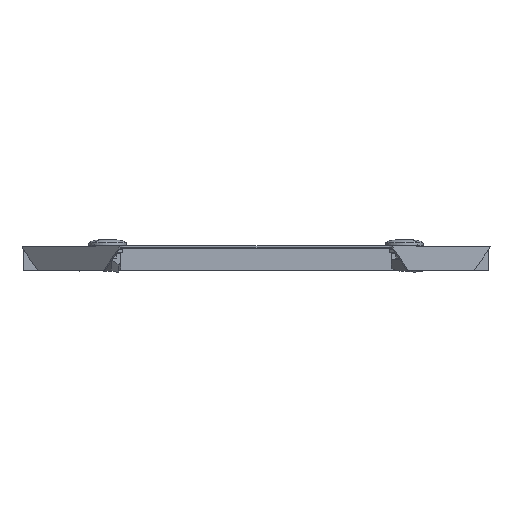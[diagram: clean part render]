
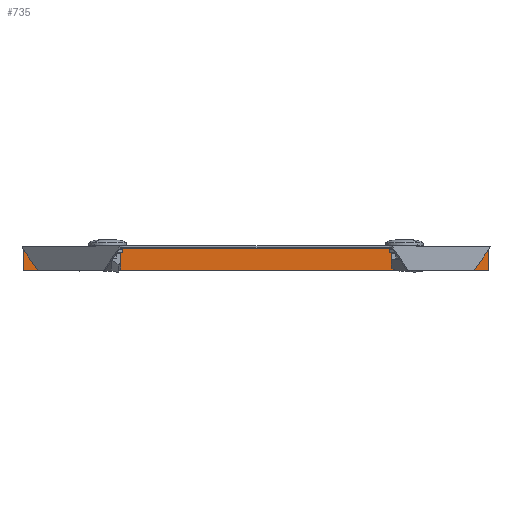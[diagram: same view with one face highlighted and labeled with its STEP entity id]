
A CAD part, top view. The second image highlights one B-rep face of the part: STEP entity #735.
In plain terms, the highlighted planar face has unit normal (0, 0, 1).
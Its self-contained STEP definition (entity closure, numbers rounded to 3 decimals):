
#2 = DIRECTION ( 'NONE',  ( -1., 0., 0. ) ) ;
#4 = LINE ( 'NONE', #2536, #2074 ) ;
#44 = DIRECTION ( 'NONE',  ( 0., 1., 0. ) ) ;
#57 = VERTEX_POINT ( 'NONE', #2416 ) ;
#65 = CARTESIAN_POINT ( 'NONE',  ( 0., -1., -95.4 ) ) ;
#106 = LINE ( 'NONE', #656, #2176 ) ;
#194 = CARTESIAN_POINT ( 'NONE',  ( -125., -13.001, -95.4 ) ) ;
#285 = DIRECTION ( 'NONE',  ( -1., 0., 0. ) ) ;
#367 = CARTESIAN_POINT ( 'NONE',  ( -125., -2., -95.4 ) ) ;
#379 = LINE ( 'NONE', #1621, #2067 ) ;
#450 = CARTESIAN_POINT ( 'NONE',  ( -125., 166.957, -95.4 ) ) ;
#587 = FACE_OUTER_BOUND ( 'NONE', #1949, .T. ) ;
#603 = ORIENTED_EDGE ( 'NONE', *, *, #1940, .F. ) ;
#627 = CARTESIAN_POINT ( 'NONE',  ( -125., -13.001, -95.4 ) ) ;
#651 = AXIS2_PLACEMENT_3D ( 'NONE', #1774, #2438, #694 ) ;
#656 = CARTESIAN_POINT ( 'NONE',  ( -125., 94.599, -95.4 ) ) ;
#678 = ORIENTED_EDGE ( 'NONE', *, *, #759, .T. ) ;
#692 = VECTOR ( 'NONE', #285, 1000. ) ;
#694 = DIRECTION ( 'NONE',  ( 0., -1., 0. ) ) ;
#717 = VECTOR ( 'NONE', #2, 1000. ) ;
#735 = ADVANCED_FACE ( 'NONE', ( #587 ), #2013, .T. ) ;
#759 = EDGE_CURVE ( 'NONE', #57, #817, #379, .T. ) ;
#817 = VERTEX_POINT ( 'NONE', #2026 ) ;
#867 = CARTESIAN_POINT ( 'NONE',  ( -125., -1., -95.4 ) ) ;
#886 = ORIENTED_EDGE ( 'NONE', *, *, #1690, .F. ) ;
#1007 = DIRECTION ( 'NONE',  ( 0., -1., 0. ) ) ;
#1118 = DIRECTION ( 'NONE',  ( 0., 1., 0. ) ) ;
#1145 = VECTOR ( 'NONE', #44, 1000. ) ;
#1392 = CARTESIAN_POINT ( 'NONE',  ( 125., -13.001, -95.4 ) ) ;
#1406 = VERTEX_POINT ( 'NONE', #627 ) ;
#1516 = EDGE_CURVE ( 'NONE', #1891, #1406, #2559, .T. ) ;
#1621 = CARTESIAN_POINT ( 'NONE',  ( 125., -2., -95.4 ) ) ;
#1690 = EDGE_CURVE ( 'NONE', #1406, #2191, #1763, .T. ) ;
#1763 = LINE ( 'NONE', #450, #1145 ) ;
#1774 = CARTESIAN_POINT ( 'NONE',  ( 0., 94.599, -95.4 ) ) ;
#1824 = LINE ( 'NONE', #65, #692 ) ;
#1891 = VERTEX_POINT ( 'NONE', #1392 ) ;
#1940 = EDGE_CURVE ( 'NONE', #57, #1891, #4, .T. ) ;
#1949 = EDGE_LOOP ( 'NONE', ( #603, #678, #2683, #2513, #886, #2847 ) ) ;
#2013 = PLANE ( 'NONE',  #651 ) ;
#2026 = CARTESIAN_POINT ( 'NONE',  ( 125., -1., -95.4 ) ) ;
#2067 = VECTOR ( 'NONE', #2500, 1000. ) ;
#2074 = VECTOR ( 'NONE', #1007, 1000. ) ;
#2176 = VECTOR ( 'NONE', #1118, 1000. ) ;
#2191 = VERTEX_POINT ( 'NONE', #367 ) ;
#2271 = VERTEX_POINT ( 'NONE', #867 ) ;
#2416 = CARTESIAN_POINT ( 'NONE',  ( 125., -2., -95.4 ) ) ;
#2438 = DIRECTION ( 'NONE',  ( 0., 0., 1. ) ) ;
#2500 = DIRECTION ( 'NONE',  ( 0., 1., 0. ) ) ;
#2513 = ORIENTED_EDGE ( 'NONE', *, *, #2748, .F. ) ;
#2536 = CARTESIAN_POINT ( 'NONE',  ( 125., 166.957, -95.4 ) ) ;
#2540 = EDGE_CURVE ( 'NONE', #817, #2271, #1824, .T. ) ;
#2559 = LINE ( 'NONE', #194, #717 ) ;
#2683 = ORIENTED_EDGE ( 'NONE', *, *, #2540, .T. ) ;
#2748 = EDGE_CURVE ( 'NONE', #2191, #2271, #106, .T. ) ;
#2847 = ORIENTED_EDGE ( 'NONE', *, *, #1516, .F. ) ;
